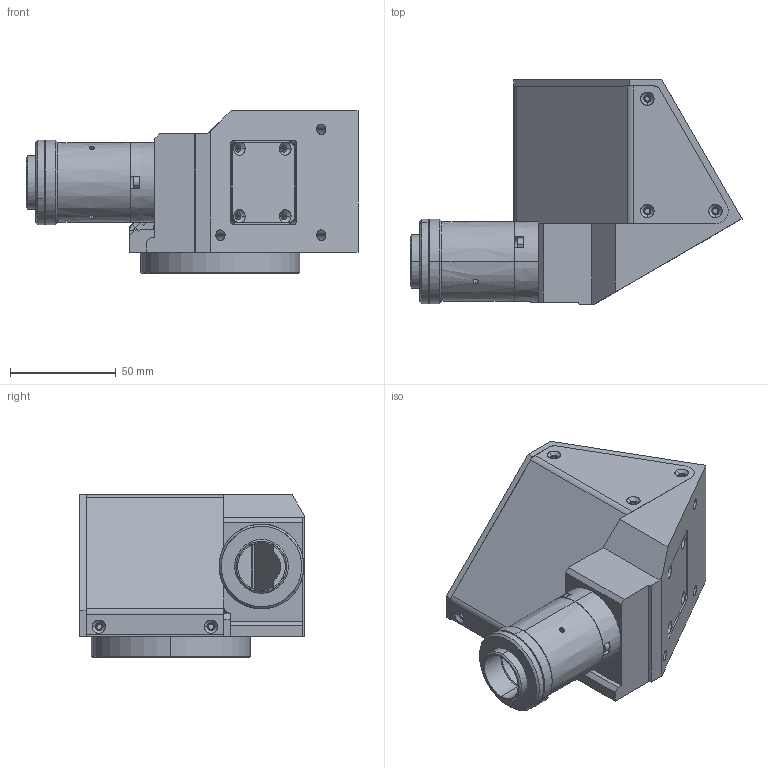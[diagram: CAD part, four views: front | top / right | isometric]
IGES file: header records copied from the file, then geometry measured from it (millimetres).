
Start section: SolidWorks IGES file using analytic representation for surfaces
Global section: file name: TCCR3M048-C.igs; native system: SolidWorks 2018; preprocessor: SolidWorks 2018; author: ccharly; date: 190607.123240; units: millimetre
Bounding box: 156.77 x 106 x 76.86 mm (x, y, z)
Surface area: 65451.3 mm2 (no closed solid volume)
Topology: 0 solids, 0 shells, 280 faces, 4967 edges, 4964 vertices
Faces by surface type: revolution 176, bspline 104
